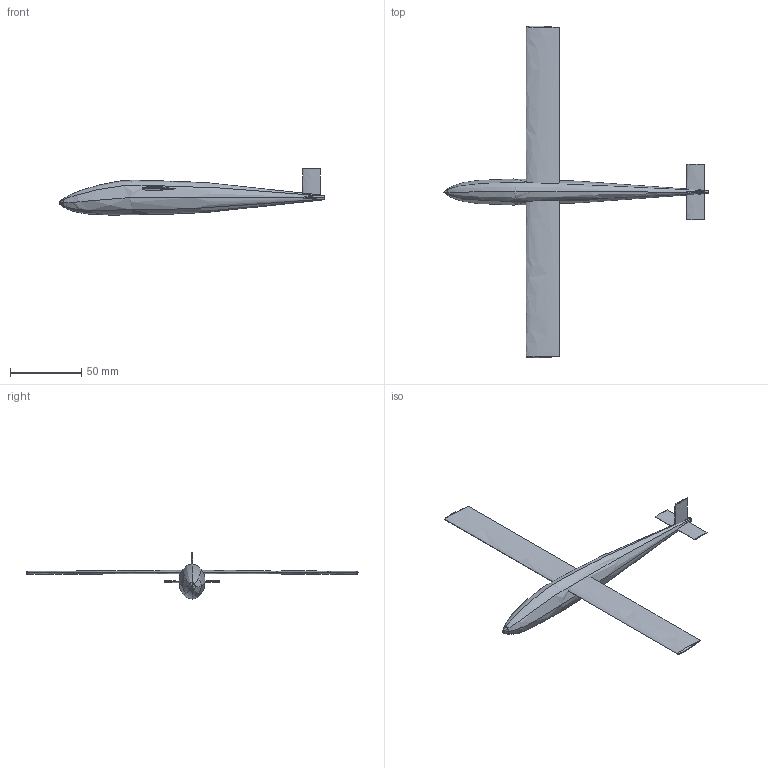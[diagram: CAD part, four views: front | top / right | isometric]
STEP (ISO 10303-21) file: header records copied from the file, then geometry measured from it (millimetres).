
FILE_DESCRIPTION((''),'1');
FILE_NAME('outfile.stp','2025-03-13T16:38:47',(''),(''),'','','');
FILE_SCHEMA(('CONFIG_CONTROL_DESIGN'));
Length unit declared in the file: foot
Bounding box: 186.05 x 232.73 x 32.44 mm (x, y, z)
Surface area: 20798.2 mm2 (no closed solid volume)
Topology: 0 solids, 0 shells, 54 faces, 216 edges, 168 vertices
Faces by surface type: bspline 54
Entity records: 9244 total; most frequent: CARTESIAN_POINT 9125, B_SPLINE_SURFACE_WITH_KNOTS 54, GEOMETRIC_SET 6, GEOMETRICALLY_BOUNDED_SURFACE_SHAPE_REPRESENTATION 6, SHAPE_REPRESENTATION_RELATIONSHIP 6, PERSON_AND_ORGANIZATION_ROLE 4, CC_DESIGN_PERSON_AND_ORGANIZATION_ASSIGNMENT 4, DIMENSIONAL_EXPONENTS 2
